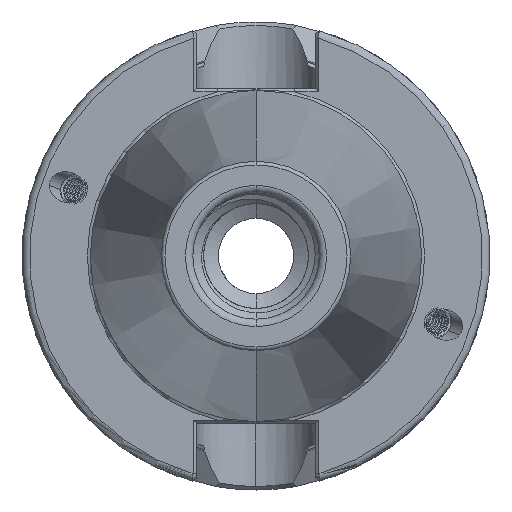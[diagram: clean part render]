
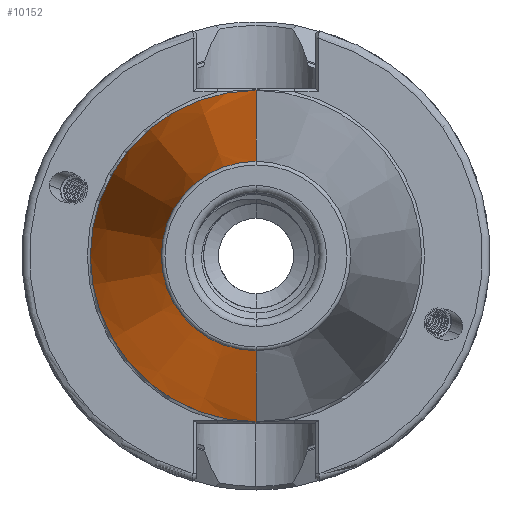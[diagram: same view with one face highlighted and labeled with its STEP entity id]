
A CAD part, left-side view. The second image highlights one B-rep face of the part: STEP entity #10152.
In plain terms, the highlighted conical face has half-angle 8.297 degrees and reference radius 22.298 mm.
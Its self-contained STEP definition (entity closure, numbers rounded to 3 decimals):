
#2860 = ORIENTED_EDGE ( 'NONE', *, *, #6206, .T. ) ;
#3224 = ORIENTED_EDGE ( 'NONE', *, *, #6183, .F. ) ;
#3234 = ORIENTED_EDGE ( 'NONE', *, *, #6193, .T. ) ;
#3239 = ORIENTED_EDGE ( 'NONE', *, *, #6163, .F. ) ;
#6163 = EDGE_CURVE ( 'NONE', #8719, #8764, #7180, .T. ) ;
#6183 = EDGE_CURVE ( 'NONE', #8739, #8719, #7242, .T. ) ;
#6193 = EDGE_CURVE ( 'NONE', #8739, #8768, #7255, .T. ) ;
#6206 = EDGE_CURVE ( 'NONE', #8768, #8764, #7302, .T. ) ;
#7180 = CIRCLE ( 'NONE', #12005, 22.298 ) ;
#7242 = LINE ( 'NONE', #11343, #7281 ) ;
#7255 = CIRCLE ( 'NONE', #12024, 12.75 ) ;
#7277 = VECTOR ( 'NONE', #9976, 1000. ) ;
#7281 = VECTOR ( 'NONE', #11353, 1000. ) ;
#7302 = LINE ( 'NONE', #9924, #7277 ) ;
#8719 = VERTEX_POINT ( 'NONE', #10229 ) ;
#8739 = VERTEX_POINT ( 'NONE', #10394 ) ;
#8764 = VERTEX_POINT ( 'NONE', #10415 ) ;
#8768 = VERTEX_POINT ( 'NONE', #10340 ) ;
#9764 = DIRECTION ( 'NONE',  ( 1., 0., 0. ) ) ;
#9776 = DIRECTION ( 'NONE',  ( 0., 0., -1. ) ) ;
#9780 = CARTESIAN_POINT ( 'NONE',  ( -66.972, 0., 0. ) ) ;
#9924 = CARTESIAN_POINT ( 'NONE',  ( -1.5, 0., 22.298 ) ) ;
#9976 = DIRECTION ( 'NONE',  ( 0.99, 0., 0.144 ) ) ;
#10152 = ADVANCED_FACE ( 'NONE', ( #26267 ), #26331, .T. ) ;
#10229 = CARTESIAN_POINT ( 'NONE',  ( -1.5, 0., -22.298 ) ) ;
#10340 = CARTESIAN_POINT ( 'NONE',  ( -66.972, 0., 12.75 ) ) ;
#10394 = CARTESIAN_POINT ( 'NONE',  ( -66.972, 0., -12.75 ) ) ;
#10415 = CARTESIAN_POINT ( 'NONE',  ( -1.5, 0., 22.298 ) ) ;
#11125 = DIRECTION ( 'NONE',  ( 0., 0., -1. ) ) ;
#11129 = CARTESIAN_POINT ( 'NONE',  ( -1.5, 0., 0. ) ) ;
#11172 = DIRECTION ( 'NONE',  ( 1., 0., 0. ) ) ;
#11343 = CARTESIAN_POINT ( 'NONE',  ( -1.5, 0., -22.298 ) ) ;
#11353 = DIRECTION ( 'NONE',  ( 0.99, 0., -0.144 ) ) ;
#12005 = AXIS2_PLACEMENT_3D ( 'NONE', #11129, #11172, #11125 ) ;
#12024 = AXIS2_PLACEMENT_3D ( 'NONE', #9780, #9764, #9776 ) ;
#12419 = AXIS2_PLACEMENT_3D ( 'NONE', #23906, #23884, #23908 ) ;
#23884 = DIRECTION ( 'NONE',  ( 1., 0., 0. ) ) ;
#23906 = CARTESIAN_POINT ( 'NONE',  ( -1.5, 0., 0. ) ) ;
#23908 = DIRECTION ( 'NONE',  ( 0., 0., -1. ) ) ;
#24364 = EDGE_LOOP ( 'NONE', ( #3234, #2860, #3239, #3224 ) ) ;
#26267 = FACE_OUTER_BOUND ( 'NONE', #24364, .T. ) ;
#26331 = CONICAL_SURFACE ( 'NONE', #12419, 22.298, 0.145 ) ;
